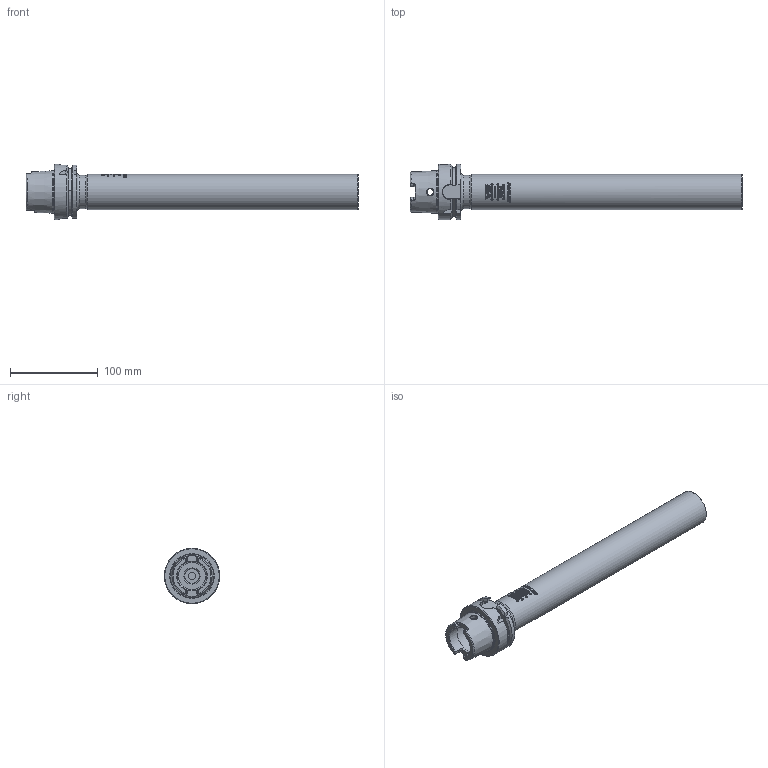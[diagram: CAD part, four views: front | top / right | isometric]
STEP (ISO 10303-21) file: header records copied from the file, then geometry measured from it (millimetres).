
FILE_DESCRIPTION(/* description */ ('TEST BAR, HSK 63A, 346mm PROJECTION'),/* implementation_level */ '2;1');
FILE_NAME(/* name */ 'H63A-40TB346.stp',/* time_stamp */ '2023-12-21T15:42:36-05:00',/* author */ ('jsmall'),/* organization */ (''),/* preprocessor_version */ 'ST-DEVELOPER v18.1',/* originating_system */ 'Autodesk Inventor 2022',/* authorisation */ '');
FILE_SCHEMA (('AUTOMOTIVE_DESIGN { 1 0 10303 214 3 1 1 }'));
Products named in the file (1): H63A-40TB346
Bounding box: 378 x 63 x 63 mm (x, y, z)
Volume: 481698.8 mm3; surface area: 62819.1 mm2
Topology: 1 solids, 1 shells, 1193 faces, 3238 edges, 2149 vertices
Faces by surface type: bspline 520, plane 501, cylinder 134, cone 25, torus 13
Full cylindrical faces by diameter (mm): 3.175 x1, 7.5 x2, 8.4 x1, 10 x1, 16.916 x1, 19.016 x1, 19.05 x1, 34 x2, 38 x1, 40 x2, 48.041 x1, 63 x1
Entity records: 48736 total; most frequent: CARTESIAN_POINT 21444, ORIENTED_EDGE 6474, DIRECTION 4162, EDGE_CURVE 3237, VERTEX_POINT 2149, LINE 1408, VECTOR 1408, AXIS2_PLACEMENT_3D 1377
